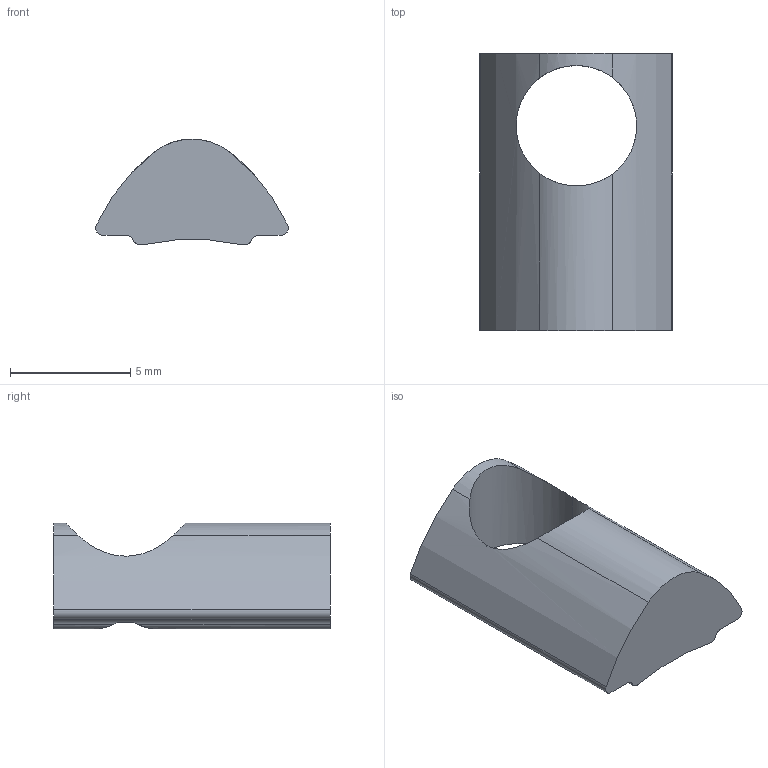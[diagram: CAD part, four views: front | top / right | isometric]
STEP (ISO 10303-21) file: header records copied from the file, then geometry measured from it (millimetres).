
FILE_DESCRIPTION(('STEP AP214'),'1');
FILE_NAME('cctmp_DF51EF0E-B1E8-45EB-BE21-252C878FA394_2024_10_14_18_30_59_0647_23544..stp','2024-10-14T16:30:59',('KiM GmbH'),('CADClick - www.CADClick.com'),'Spatial InterOp 3D',' ','unknown authorization');
FILE_SCHEMA(('AUTOMOTIVE_DESIGN'));
Length unit declared in the file: millimetre
Products named in the file (2): item_0037001_Nutenstein 5 St M5; item_0037001_Nutenstein 5 St M5_1
Assembly tree (1 placements, depth 2):
  item_0037001_Nutenstein 5 St M5
    item_0037001_Nutenstein 5 St M5_1
Bounding box: 8 x 11.5 x 4.4 mm (x, y, z)
Volume: 197.3 mm3; surface area: 293.1 mm2
Topology: 1 solids, 1 shells, 24 faces, 72 edges, 48 vertices
Faces by surface type: cylinder 16, plane 8
Entity records: 1319 total; most frequent: CARTESIAN_POINT 430, ORIENTED_EDGE 144, DIRECTION 132, EDGE_CURVE 72, AXIS2_PLACEMENT_3D 50, VERTEX_POINT 48, LINE 32, VECTOR 32
